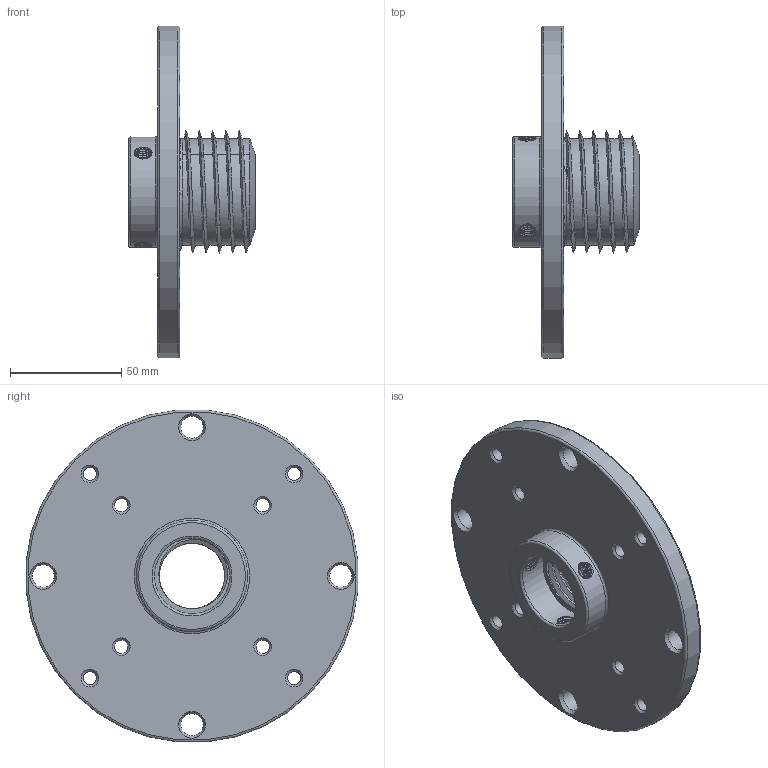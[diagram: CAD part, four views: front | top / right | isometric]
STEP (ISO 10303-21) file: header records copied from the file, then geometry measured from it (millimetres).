
FILE_DESCRIPTION(/* description */ (''),/* implementation_level */ '2;1');
FILE_NAME(/* name */ 'Faceplate 150 D50 M33 v2.step',/* time_stamp */ '2024-09-16T14:08:01+02:00',/* author */ (''),/* organization */ (''),/* preprocessor_version */ 'ST-DEVELOPER v20',/* originating_system */ 'Autodesk Translation Framework v13.14.0.145',/* authorisation */ '');
FILE_SCHEMA (('AUTOMOTIVE_DESIGN { 1 0 10303 214 3 1 1 }'));
Length unit declared in the file: millimetre
Products named in the file (3): MinoCore upsidedown; Usinage Arbre D50 Vbig; Faceplate Big
Assembly tree (2 placements, depth 3):
  MinoCore upsidedown
    Usinage Arbre D50 Vbig
      Faceplate Big
Bounding box: 57 x 149.43 x 149.43 mm (x, y, z)
Volume: 213040 mm3; surface area: 59921.7 mm2
Topology: 1 solids, 1 shells, 250 faces, 669 edges, 422 vertices
Faces by surface type: bspline 123, cylinder 91, cone 16, plane 14, torus 6
Full cylindrical faces by diameter (mm): 6 x8, 6.779 x6, 8.17 x3, 10 x4, 29.491 x11, 33.392 x12, 34 x1, 48 x5, 50 x1, 150 x1
Entity records: 17221 total; most frequent: CARTESIAN_POINT 12163, ORIENTED_EDGE 1338, EDGE_CURVE 669, DIRECTION 520, B_SPLINE_CURVE_WITH_KNOTS 488, VERTEX_POINT 422, EDGE_LOOP 283, FACE_OUTER_BOUND 250
